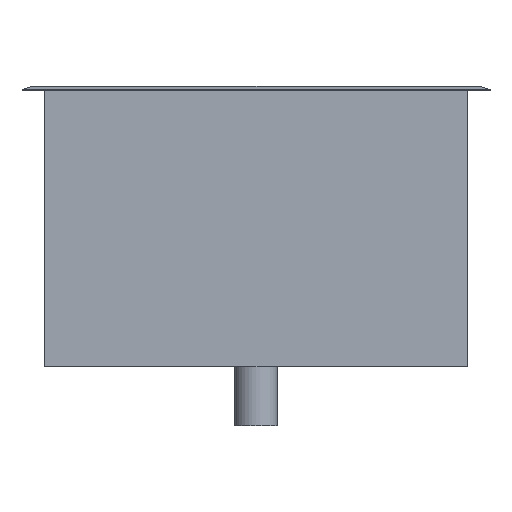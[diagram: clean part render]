
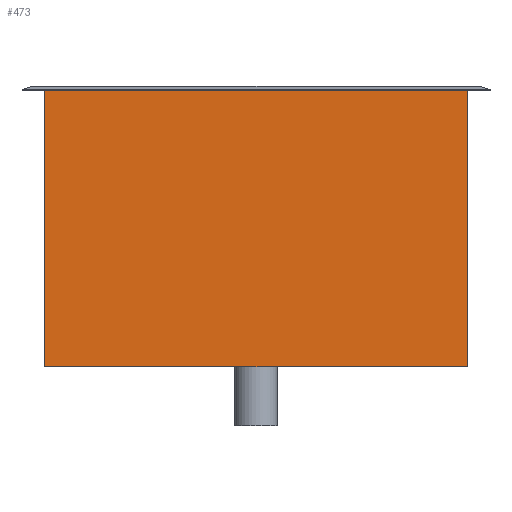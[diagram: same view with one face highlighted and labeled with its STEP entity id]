
A CAD part, left-side view. The second image highlights one B-rep face of the part: STEP entity #473.
In plain terms, the highlighted planar face has unit normal (-1, 0, 0).
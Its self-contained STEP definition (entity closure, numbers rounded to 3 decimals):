
#50=FACE_OUTER_BOUND('',#80,.T.);
#80=EDGE_LOOP('',(#407,#408,#409,#410));
#121=LINE('',#732,#178);
#137=LINE('',#774,#194);
#138=LINE('',#777,#195);
#139=LINE('',#778,#196);
#178=VECTOR('',#596,10.);
#194=VECTOR('',#642,10.);
#195=VECTOR('',#645,10.);
#196=VECTOR('',#646,10.);
#224=VERTEX_POINT('',#729);
#225=VERTEX_POINT('',#731);
#236=VERTEX_POINT('',#772);
#237=VERTEX_POINT('',#776);
#275=EDGE_CURVE('',#224,#225,#121,.T.);
#295=EDGE_CURVE('',#236,#225,#137,.T.);
#296=EDGE_CURVE('',#237,#236,#138,.T.);
#297=EDGE_CURVE('',#237,#224,#139,.T.);
#407=ORIENTED_EDGE('',*,*,#296,.T.);
#408=ORIENTED_EDGE('',*,*,#295,.T.);
#409=ORIENTED_EDGE('',*,*,#275,.F.);
#410=ORIENTED_EDGE('',*,*,#297,.F.);
#445=PLANE('',#526);
#473=ADVANCED_FACE('',(#50),#445,.T.);
#526=AXIS2_PLACEMENT_3D('',#775,#643,#644);
#596=DIRECTION('',(0.,-1.,0.));
#642=DIRECTION('',(0.,0.,1.));
#643=DIRECTION('center_axis',(-1.,0.,0.));
#644=DIRECTION('ref_axis',(0.,-1.,0.));
#645=DIRECTION('',(0.,-1.,0.));
#646=DIRECTION('',(0.,0.,1.));
#729=CARTESIAN_POINT('',(-298.,196.,256.));
#731=CARTESIAN_POINT('',(-298.,-196.,256.));
#732=CARTESIAN_POINT('',(-298.,196.,256.));
#772=CARTESIAN_POINT('',(-298.,-196.,0.));
#774=CARTESIAN_POINT('',(-298.,-196.,0.));
#775=CARTESIAN_POINT('Origin',(-298.,196.,0.));
#776=CARTESIAN_POINT('',(-298.,196.,0.));
#777=CARTESIAN_POINT('',(-298.,196.,0.));
#778=CARTESIAN_POINT('',(-298.,196.,0.));
